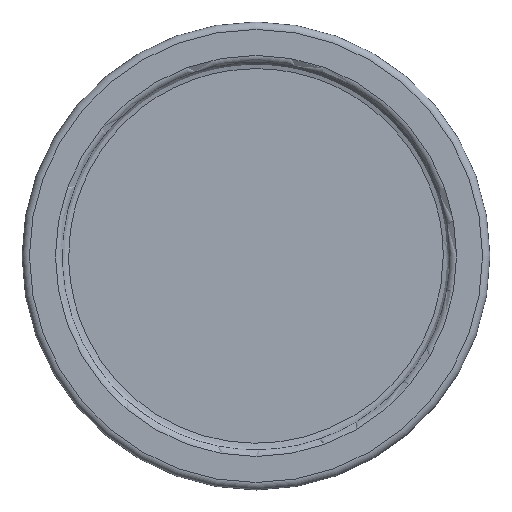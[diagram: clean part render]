
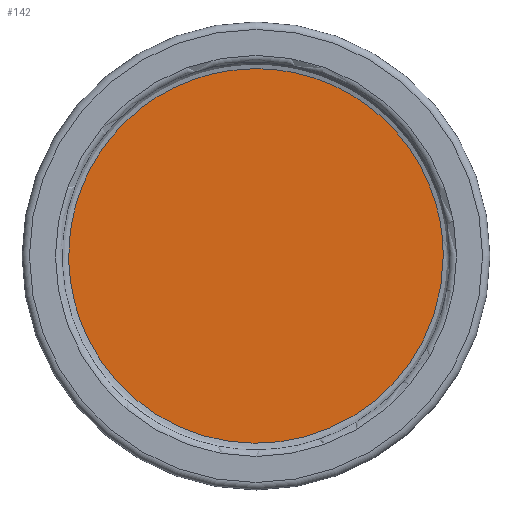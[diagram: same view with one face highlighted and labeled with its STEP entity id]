
A CAD part, top view. The second image highlights one B-rep face of the part: STEP entity #142.
In plain terms, the highlighted planar face has unit normal (0, 0, 1).
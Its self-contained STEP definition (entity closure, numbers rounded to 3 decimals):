
#24=PLANE('',#167);
#29=FACE_OUTER_BOUND('',#40,.T.);
#40=EDGE_LOOP('',(#106));
#52=B_SPLINE_CURVE_WITH_KNOTS('',3,(#336,#337,#338,#339,#340,#341,#342,
#343,#344,#345,#346,#347,#348,#349,#350,#351,#352,#353,#354,#355),
 .UNSPECIFIED.,.T.,.F.,(4,1,1,1,1,1,1,1,1,1,1,1,1,1,1,1,1,4),(-23.621,
-22.496,-21.371,-20.246,-19.122,
-17.622,-16.872,-16.497,-16.122,
-14.622,-13.873,-13.123,-12.373,
-11.623,-10.123,-8.998,-8.436,-7.874),
 .UNSPECIFIED.);
#71=VERTEX_POINT('',#334);
#83=EDGE_CURVE('',#71,#71,#52,.T.);
#106=ORIENTED_EDGE('',*,*,#83,.F.);
#142=ADVANCED_FACE('',(#29),#24,.T.);
#167=AXIS2_PLACEMENT_3D('',#381,#191,#192);
#191=DIRECTION('center_axis',(0.,0.,1.));
#192=DIRECTION('ref_axis',(-1.,0.,0.));
#334=CARTESIAN_POINT('',(25.214,0.02,5.9));
#336=CARTESIAN_POINT('Ctrl Pts',(25.214,0.02,5.9));
#337=CARTESIAN_POINT('Ctrl Pts',(25.217,-3.738,5.9));
#338=CARTESIAN_POINT('Ctrl Pts',(23.507,-11.299,5.9));
#339=CARTESIAN_POINT('Ctrl Pts',(16.268,-20.376,5.9));
#340=CARTESIAN_POINT('Ctrl Pts',(5.822,-25.417,5.9));
#341=CARTESIAN_POINT('Ctrl Pts',(-7.093,-25.432,5.9));
#342=CARTESIAN_POINT('Ctrl Pts',(-17.332,-19.539,5.9));
#343=CARTESIAN_POINT('Ctrl Pts',(-22.341,-12.144,5.9));
#344=CARTESIAN_POINT('Ctrl Pts',(-24.179,-7.474,5.9));
#345=CARTESIAN_POINT('Ctrl Pts',(-25.88,-0.057,5.9));
#346=CARTESIAN_POINT('Ctrl Pts',(-24.52,8.945,5.9));
#347=CARTESIAN_POINT('Ctrl Pts',(-18.785,17.382,5.9));
#348=CARTESIAN_POINT('Ctrl Pts',(-12.835,22.142,5.9));
#349=CARTESIAN_POINT('Ctrl Pts',(-5.734,24.939,5.9));
#350=CARTESIAN_POINT('Ctrl Pts',(4.419,25.733,5.9));
#351=CARTESIAN_POINT('Ctrl Pts',(15.432,21.437,5.9));
#352=CARTESIAN_POINT('Ctrl Pts',(22.272,12.836,5.9));
#353=CARTESIAN_POINT('Ctrl Pts',(24.78,5.696,5.9));
#354=CARTESIAN_POINT('Ctrl Pts',(25.212,1.9,5.9));
#355=CARTESIAN_POINT('Ctrl Pts',(25.214,0.02,5.9));
#381=CARTESIAN_POINT('Origin',(0.,0.,5.9));
